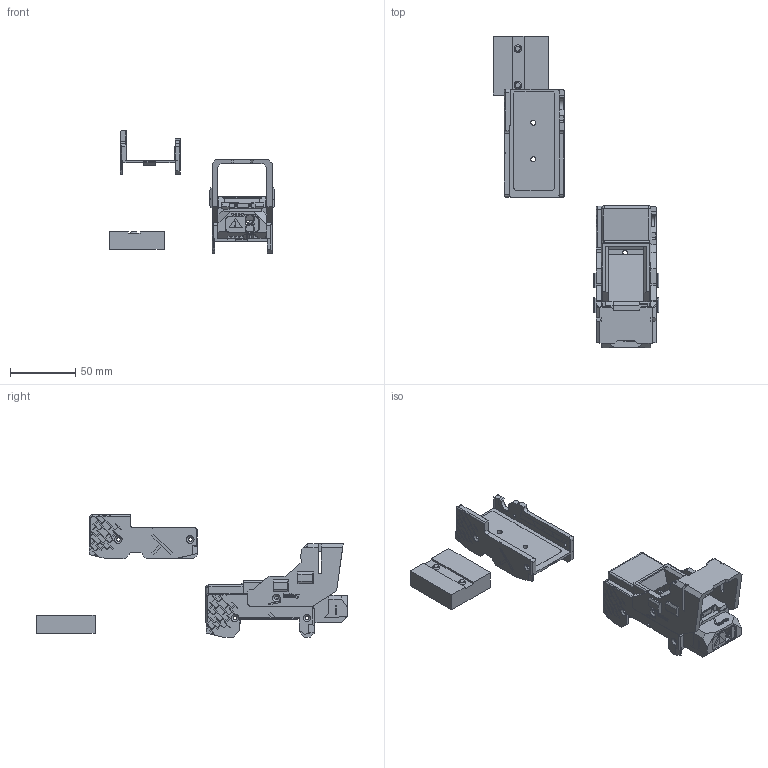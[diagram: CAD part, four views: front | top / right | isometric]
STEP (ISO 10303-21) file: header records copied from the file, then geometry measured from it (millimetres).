
FILE_DESCRIPTION(/* description */ (''),/* implementation_level */ '2;1');
FILE_NAME(/* name */ 'sn-25-ds-5.stp',/* time_stamp */ '2026-01-16T04:51:44+08:00',/* author */ (''),/* organization */ (''),/* preprocessor_version */ 'ST-DEVELOPER v15.2',/* originating_system */ 'Autodesk Translator Framework v2.0.0.5431',/* authorisation */ '');
FILE_SCHEMA (('AUTOMOTIVE_DESIGN { 1 0 10303 214 3 1 1 }'));
Products named in the file (1): sn-25-ds
Bounding box: 126.6 x 238.26 x 93.5 mm (x, y, z)
Volume: 116812.5 mm3; surface area: 73361.2 mm2
Topology: 7 solids, 8 shells, 1722 faces, 4798 edges, 3164 vertices
Faces by surface type: plane 1349, bspline 204, cylinder 137, cone 30, torus 2
Full cylindrical faces by diameter (mm): 1.093 x6, 1.8 x3, 2.78 x8, 2.8 x13, 3.6 x2, 3.8 x4, 5.2 x1, 11.105 x1
Entity records: 57896 total; most frequent: CARTESIAN_POINT 14976, ORIENTED_EDGE 9460, DIRECTION 7716, EDGE_CURVE 4730, LINE 3826, VECTOR 3826, VERTEX_POINT 3153, EDGE_LOOP 1953
